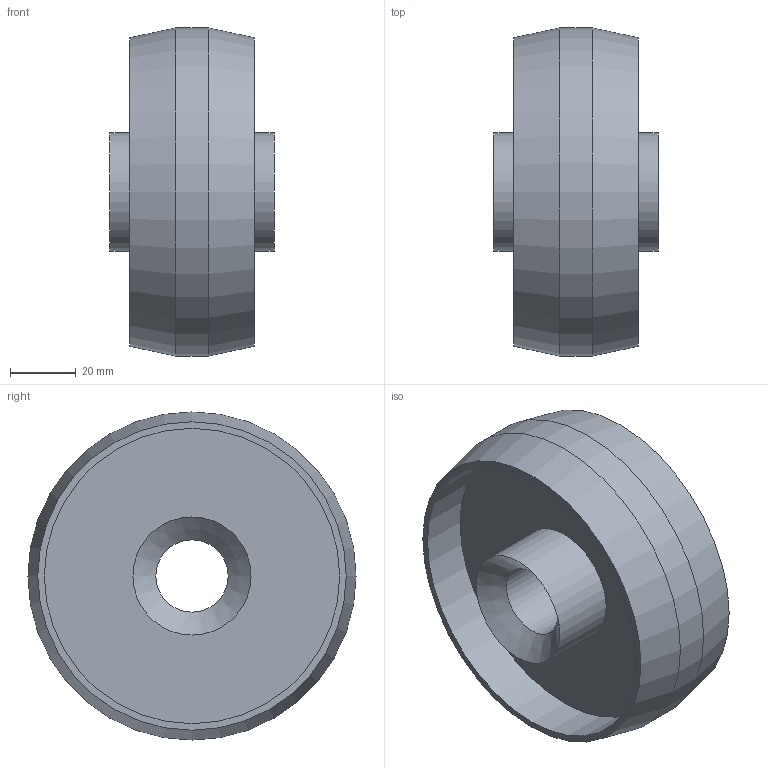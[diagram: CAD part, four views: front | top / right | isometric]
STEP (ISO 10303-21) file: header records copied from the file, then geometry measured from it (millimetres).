
FILE_DESCRIPTION(/* description */ (''),/* implementation_level */ '2;1');
FILE_NAME(/* name */ 'wheel.stp',/* time_stamp */ '2021-06-18T18:49:26+03:00',/* author */ ('joelm'),/* organization */ (''),/* preprocessor_version */ 'ST-DEVELOPER v17',/* originating_system */ 'Autodesk Inventor 2019',/* authorisation */ '');
FILE_SCHEMA (('AUTOMOTIVE_DESIGN { 1 0 10303 214 3 1 1 }'));
Length unit declared in the file: millimetre
Products named in the file (1): wheel
Bounding box: 50 x 100 x 100 mm (x, y, z)
Volume: 125582 mm3; surface area: 40458.7 mm2
Topology: 1 solids, 1 shells, 14 faces, 38 edges, 28 vertices
Faces by surface type: cylinder 6, plane 4, cone 4
Full cylindrical faces by diameter (mm): 22 x1, 36 x2, 90 x2, 100 x1
Entity records: 517 total; most frequent: DIRECTION 96, CARTESIAN_POINT 81, ORIENTED_EDGE 76, AXIS2_PLACEMENT_3D 43, EDGE_CURVE 38, CIRCLE 28, VERTEX_POINT 28, EDGE_LOOP 18
